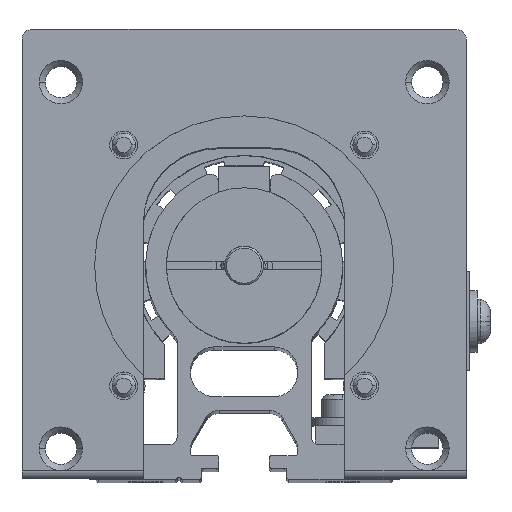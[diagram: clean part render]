
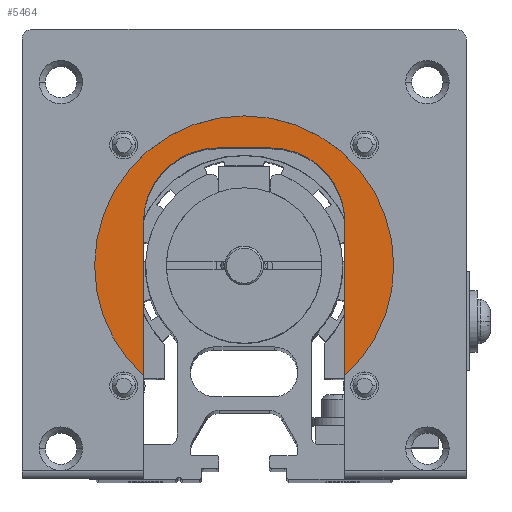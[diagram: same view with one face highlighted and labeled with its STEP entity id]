
A CAD part, top view. The second image highlights one B-rep face of the part: STEP entity #5464.
In plain terms, the highlighted planar face has unit normal (0, 0, 1).
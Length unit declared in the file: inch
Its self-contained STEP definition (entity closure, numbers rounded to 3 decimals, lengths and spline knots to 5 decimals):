
#518 = VERTEX_POINT ( 'NONE', #25089 ) ;
#835 = AXIS2_PLACEMENT_3D ( 'NONE', #1220, #22517, #4310 ) ;
#1220 = CARTESIAN_POINT ( 'NONE',  ( 0., 1.08, 6.39 ) ) ;
#1243 = CARTESIAN_POINT ( 'NONE',  ( -0.135, 1.675, 6.39 ) ) ;
#1941 = DIRECTION ( 'NONE',  ( -1., 0., 0. ) ) ;
#1986 = CARTESIAN_POINT ( 'NONE',  ( 0.51, 0.51991, 6.39 ) ) ;
#2139 = ORIENTED_EDGE ( 'NONE', *, *, #17803, .F. ) ;
#2570 = ORIENTED_EDGE ( 'NONE', *, *, #13761, .F. ) ;
#2885 = VERTEX_POINT ( 'NONE', #15806 ) ;
#4310 = DIRECTION ( 'NONE',  ( -1., 0., 0. ) ) ;
#5063 = AXIS2_PLACEMENT_3D ( 'NONE', #22077, #28123, #9976 ) ;
#5215 = VECTOR ( 'NONE', #37434, 39.37008 ) ;
#5366 = EDGE_CURVE ( 'NONE', #21269, #17193, #21244, .T. ) ;
#5464 = ADVANCED_FACE ( 'NONE', ( #18408 ), #19011, .F. ) ;
#6182 = LINE ( 'NONE', #28183, #5215 ) ;
#8140 = EDGE_LOOP ( 'NONE', ( #2139, #33362, #29915, #8238, #16408, #2570, #33728, #14398 ) ) ;
#8238 = ORIENTED_EDGE ( 'NONE', *, *, #5366, .F. ) ;
#9855 = CARTESIAN_POINT ( 'NONE',  ( 0.51, 1.675, 6.39 ) ) ;
#9932 = EDGE_CURVE ( 'NONE', #25755, #21269, #37020, .T. ) ;
#9976 = DIRECTION ( 'NONE',  ( -1., 0., 0. ) ) ;
#10054 = CARTESIAN_POINT ( 'NONE',  ( 0.135, 1.675, 6.39 ) ) ;
#11893 = CARTESIAN_POINT ( 'NONE',  ( -0.51, 1.3, 6.39 ) ) ;
#12928 = DIRECTION ( 'NONE',  ( 0., 0., -1. ) ) ;
#13471 = LINE ( 'NONE', #9855, #29617 ) ;
#13761 = EDGE_CURVE ( 'NONE', #518, #25755, #14301, .T. ) ;
#14301 = CIRCLE ( 'NONE', #16389, 0.7575 ) ;
#14398 = ORIENTED_EDGE ( 'NONE', *, *, #28685, .T. ) ;
#14516 = CARTESIAN_POINT ( 'NONE',  ( 0., 1.08, 6.39 ) ) ;
#15580 = DIRECTION ( 'NONE',  ( 0., 0., -1. ) ) ;
#15689 = CARTESIAN_POINT ( 'NONE',  ( 0., 1.08, 6.39 ) ) ;
#15806 = CARTESIAN_POINT ( 'NONE',  ( 0.51, 1.3, 6.39 ) ) ;
#16389 = AXIS2_PLACEMENT_3D ( 'NONE', #14516, #35795, #17575 ) ;
#16408 = ORIENTED_EDGE ( 'NONE', *, *, #9932, .F. ) ;
#16417 = CIRCLE ( 'NONE', #21076, 0.375 ) ;
#17193 = VERTEX_POINT ( 'NONE', #1986 ) ;
#17575 = DIRECTION ( 'NONE',  ( -1., 0., 0. ) ) ;
#17803 = EDGE_CURVE ( 'NONE', #24051, #26724, #20843, .T. ) ;
#18408 = FACE_OUTER_BOUND ( 'NONE', #8140, .T. ) ;
#18768 = DIRECTION ( 'NONE',  ( -1., 0., 0. ) ) ;
#19011 = PLANE ( 'NONE',  #5063 ) ;
#19880 = VECTOR ( 'NONE', #1941, 39.37008 ) ;
#19895 = EDGE_CURVE ( 'NONE', #24051, #2885, #26780, .T. ) ;
#20830 = CARTESIAN_POINT ( 'NONE',  ( 0.7575, 1.08, 6.39 ) ) ;
#20843 = LINE ( 'NONE', #35444, #19880 ) ;
#21076 = AXIS2_PLACEMENT_3D ( 'NONE', #31120, #12928, #34202 ) ;
#21244 = CIRCLE ( 'NONE', #28160, 0.7575 ) ;
#21269 = VERTEX_POINT ( 'NONE', #20830 ) ;
#21987 = EDGE_CURVE ( 'NONE', #17193, #2885, #13471, .T. ) ;
#22077 = CARTESIAN_POINT ( 'NONE',  ( 0., 1.08, 6.39 ) ) ;
#22517 = DIRECTION ( 'NONE',  ( 0., 0., -1. ) ) ;
#23936 = AXIS2_PLACEMENT_3D ( 'NONE', #33784, #15580, #36873 ) ;
#24051 = VERTEX_POINT ( 'NONE', #10054 ) ;
#24058 = EDGE_CURVE ( 'NONE', #31457, #518, #6182, .T. ) ;
#25089 = CARTESIAN_POINT ( 'NONE',  ( -0.51, 0.51991, 6.39 ) ) ;
#25755 = VERTEX_POINT ( 'NONE', #31663 ) ;
#26724 = VERTEX_POINT ( 'NONE', #1243 ) ;
#26780 = CIRCLE ( 'NONE', #23936, 0.375 ) ;
#28123 = DIRECTION ( 'NONE',  ( 0., 0., -1. ) ) ;
#28160 = AXIS2_PLACEMENT_3D ( 'NONE', #15689, #36980, #18768 ) ;
#28183 = CARTESIAN_POINT ( 'NONE',  ( -0.51, 0.175, 6.39 ) ) ;
#28685 = EDGE_CURVE ( 'NONE', #31457, #26724, #16417, .T. ) ;
#29617 = VECTOR ( 'NONE', #31082, 39.37008 ) ;
#29915 = ORIENTED_EDGE ( 'NONE', *, *, #21987, .F. ) ;
#31082 = DIRECTION ( 'NONE',  ( 0., 1., 0. ) ) ;
#31120 = CARTESIAN_POINT ( 'NONE',  ( -0.135, 1.3, 6.39 ) ) ;
#31457 = VERTEX_POINT ( 'NONE', #11893 ) ;
#31663 = CARTESIAN_POINT ( 'NONE',  ( -0.7575, 1.08, 6.39 ) ) ;
#33362 = ORIENTED_EDGE ( 'NONE', *, *, #19895, .T. ) ;
#33728 = ORIENTED_EDGE ( 'NONE', *, *, #24058, .F. ) ;
#33784 = CARTESIAN_POINT ( 'NONE',  ( 0.135, 1.3, 6.39 ) ) ;
#34202 = DIRECTION ( 'NONE',  ( 1., 0., 0. ) ) ;
#35444 = CARTESIAN_POINT ( 'NONE',  ( -0.51, 1.675, 6.39 ) ) ;
#35795 = DIRECTION ( 'NONE',  ( 0., 0., -1. ) ) ;
#36873 = DIRECTION ( 'NONE',  ( 1., 0., 0. ) ) ;
#36980 = DIRECTION ( 'NONE',  ( 0., 0., -1. ) ) ;
#37020 = CIRCLE ( 'NONE', #835, 0.7575 ) ;
#37434 = DIRECTION ( 'NONE',  ( 0., -1., 0. ) ) ;
